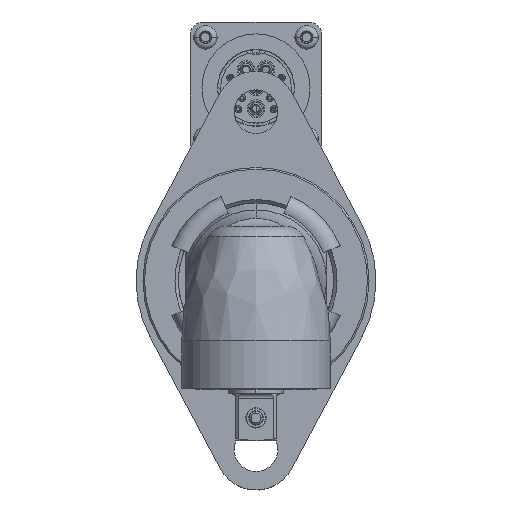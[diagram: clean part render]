
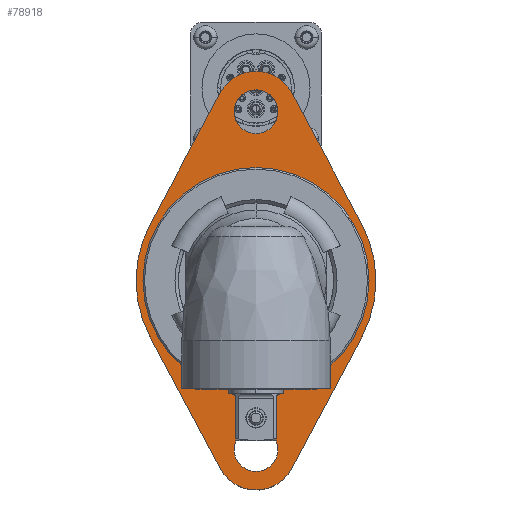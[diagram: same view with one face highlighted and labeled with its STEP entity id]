
A CAD part, top view. The second image highlights one B-rep face of the part: STEP entity #78918.
In plain terms, the highlighted planar face has unit normal (0, 0, 1).
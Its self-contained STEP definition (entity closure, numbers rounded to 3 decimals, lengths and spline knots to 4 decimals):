
#78411=CARTESIAN_POINT('',(0.,0.,8.2785));
#78412=DIRECTION('',(0.,0.,1.));
#78413=DIRECTION('',(0.,1.,0.));
#78414=AXIS2_PLACEMENT_3D('',#78411,#78412,#78413);
#78416=CARTESIAN_POINT('',(0.,0.,8.2785));
#78417=DIRECTION('',(0.,0.,-1.));
#78418=DIRECTION('',(0.,1.,0.));
#78419=AXIS2_PLACEMENT_3D('',#78416,#78417,#78418);
#78421=CARTESIAN_POINT('',(0.,0.,8.2785));
#78422=DIRECTION('',(0.,0.,1.));
#78423=DIRECTION('',(0.883,-0.47,0.));
#78424=AXIS2_PLACEMENT_3D('',#78421,#78422,#78423);
#78426=CARTESIAN_POINT('',(0.,-1.5625,8.2785));
#78427=DIRECTION('',(0.,0.,1.));
#78428=DIRECTION('',(-0.883,-0.47,0.));
#78429=AXIS2_PLACEMENT_3D('',#78426,#78427,#78428);
#78431=CARTESIAN_POINT('',(0.,0.,8.2785));
#78432=DIRECTION('',(0.,0.,1.));
#78433=DIRECTION('',(-0.883,0.47,0.));
#78434=AXIS2_PLACEMENT_3D('',#78431,#78432,#78433);
#78436=CARTESIAN_POINT('',(0.,1.5625,8.2785));
#78437=DIRECTION('',(0.,0.,1.));
#78438=DIRECTION('',(0.883,0.47,0.));
#78439=AXIS2_PLACEMENT_3D('',#78436,#78437,#78438);
#78441=CARTESIAN_POINT('',(0.,1.5625,8.2785));
#78442=DIRECTION('',(0.,0.,1.));
#78443=DIRECTION('',(0.,1.,0.));
#78444=AXIS2_PLACEMENT_3D('',#78441,#78442,#78443);
#78446=CARTESIAN_POINT('',(0.,1.5625,8.2785));
#78447=DIRECTION('',(0.,0.,1.));
#78448=DIRECTION('',(0.,-1.,0.));
#78449=AXIS2_PLACEMENT_3D('',#78446,#78447,#78448);
#78451=CARTESIAN_POINT('',(0.,-1.5625,8.2785));
#78452=DIRECTION('',(0.,0.,1.));
#78453=DIRECTION('',(0.,1.,0.));
#78454=AXIS2_PLACEMENT_3D('',#78451,#78452,#78453);
#78456=CARTESIAN_POINT('',(0.,-1.5625,8.2785));
#78457=DIRECTION('',(0.,0.,1.));
#78458=DIRECTION('',(0.,-1.,0.));
#78459=AXIS2_PLACEMENT_3D('',#78456,#78457,#78458);
#78469=DIRECTION('',(-0.47,0.883,0.));
#78470=VECTOR('',#78469,1.3791);
#78471=CARTESIAN_POINT('',(0.9793,0.5216,8.2785));
#78472=LINE('',#78471,#78470);
#78551=DIRECTION('',(0.47,0.883,0.));
#78552=VECTOR('',#78551,1.3791);
#78553=CARTESIAN_POINT('',(0.331,-1.7388,8.2785));
#78554=LINE('',#78553,#78552);
#78572=DIRECTION('',(0.47,-0.883,0.));
#78573=VECTOR('',#78572,1.3791);
#78574=CARTESIAN_POINT('',(-0.9793,-0.5216,8.2785));
#78575=LINE('',#78574,#78573);
#78588=DIRECTION('',(-0.47,-0.883,0.));
#78589=VECTOR('',#78588,1.3791);
#78590=CARTESIAN_POINT('',(-0.331,1.7388,8.2785));
#78591=LINE('',#78590,#78589);
#78633=CARTESIAN_POINT('',(0.,1.046,8.2785));
#78634=CARTESIAN_POINT('',(0.,-1.046,8.2785));
#78635=VERTEX_POINT('',#78633);
#78636=VERTEX_POINT('',#78634);
#78637=CARTESIAN_POINT('',(0.9793,0.5216,8.2785));
#78638=CARTESIAN_POINT('',(0.331,1.7388,8.2785));
#78639=VERTEX_POINT('',#78637);
#78640=VERTEX_POINT('',#78638);
#78641=CARTESIAN_POINT('',(-0.331,1.7388,8.2785));
#78642=CARTESIAN_POINT('',(-0.9793,0.5216,8.2785));
#78643=VERTEX_POINT('',#78641);
#78644=VERTEX_POINT('',#78642);
#78645=CARTESIAN_POINT('',(-0.9793,-0.5216,8.2785));
#78646=CARTESIAN_POINT('',(-0.331,-1.7388,8.2785));
#78647=VERTEX_POINT('',#78645);
#78648=VERTEX_POINT('',#78646);
#78649=CARTESIAN_POINT('',(0.331,-1.7388,8.2785));
#78650=CARTESIAN_POINT('',(0.9793,-0.5216,8.2785));
#78651=VERTEX_POINT('',#78649);
#78652=VERTEX_POINT('',#78650);
#78653=CARTESIAN_POINT('',(0.,1.765,8.2785));
#78654=CARTESIAN_POINT('',(0.,1.36,8.2785));
#78655=VERTEX_POINT('',#78653);
#78656=VERTEX_POINT('',#78654);
#78657=CARTESIAN_POINT('',(0.,-1.36,8.2785));
#78658=CARTESIAN_POINT('',(0.,-1.765,8.2785));
#78659=VERTEX_POINT('',#78657);
#78660=VERTEX_POINT('',#78658);
#78879=CARTESIAN_POINT('',(0.,0.,8.2785));
#78880=DIRECTION('',(0.,0.,1.));
#78881=DIRECTION('',(0.,1.,0.));
#78882=AXIS2_PLACEMENT_3D('',#78879,#78880,#78881);
#78883=PLANE('',#78882);
#78885=ORIENTED_EDGE('',*,*,#78884,.F.);
#78887=ORIENTED_EDGE('',*,*,#78886,.F.);
#78889=ORIENTED_EDGE('',*,*,#78888,.F.);
#78891=ORIENTED_EDGE('',*,*,#78890,.F.);
#78893=ORIENTED_EDGE('',*,*,#78892,.F.);
#78895=ORIENTED_EDGE('',*,*,#78894,.F.);
#78897=ORIENTED_EDGE('',*,*,#78896,.F.);
#78899=ORIENTED_EDGE('',*,*,#78898,.F.);
#78900=EDGE_LOOP('',(#78885,#78887,#78889,#78891,#78893,#78895,#78897,#78899));
#78901=FACE_OUTER_BOUND('',#78900,.F.);
#78902=ORIENTED_EDGE('',*,*,#78873,.T.);
#78903=ORIENTED_EDGE('',*,*,#78859,.F.);
#78904=EDGE_LOOP('',(#78902,#78903));
#78905=FACE_BOUND('',#78904,.F.);
#78907=ORIENTED_EDGE('',*,*,#78906,.T.);
#78909=ORIENTED_EDGE('',*,*,#78908,.T.);
#78910=EDGE_LOOP('',(#78907,#78909));
#78911=FACE_BOUND('',#78910,.F.);
#78913=ORIENTED_EDGE('',*,*,#78912,.T.);
#78915=ORIENTED_EDGE('',*,*,#78914,.T.);
#78916=EDGE_LOOP('',(#78913,#78915));
#78917=FACE_BOUND('',#78916,.F.);
#78918=ADVANCED_FACE('',(#78901,#78905,#78911,#78917),#78883,.T.);
#78415=CIRCLE('',#78414,1.046);
#78420=CIRCLE('',#78419,1.046);
#78425=CIRCLE('',#78424,1.1095);
#78430=CIRCLE('',#78429,0.375);
#78435=CIRCLE('',#78434,1.1095);
#78440=CIRCLE('',#78439,0.375);
#78445=CIRCLE('',#78444,0.2025);
#78450=CIRCLE('',#78449,0.2025);
#78455=CIRCLE('',#78454,0.2025);
#78460=CIRCLE('',#78459,0.2025);
#78859=EDGE_CURVE('',#78635,#78636,#78420,.T.);
#78873=EDGE_CURVE('',#78635,#78636,#78415,.T.);
#78884=EDGE_CURVE('',#78639,#78640,#78472,.T.);
#78886=EDGE_CURVE('',#78652,#78639,#78425,.T.);
#78888=EDGE_CURVE('',#78651,#78652,#78554,.T.);
#78890=EDGE_CURVE('',#78648,#78651,#78430,.T.);
#78892=EDGE_CURVE('',#78647,#78648,#78575,.T.);
#78894=EDGE_CURVE('',#78644,#78647,#78435,.T.);
#78896=EDGE_CURVE('',#78643,#78644,#78591,.T.);
#78898=EDGE_CURVE('',#78640,#78643,#78440,.T.);
#78906=EDGE_CURVE('',#78655,#78656,#78445,.T.);
#78908=EDGE_CURVE('',#78656,#78655,#78450,.T.);
#78912=EDGE_CURVE('',#78659,#78660,#78455,.T.);
#78914=EDGE_CURVE('',#78660,#78659,#78460,.T.);
